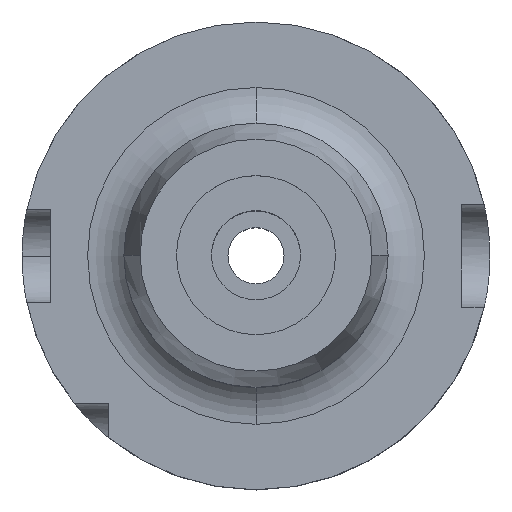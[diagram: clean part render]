
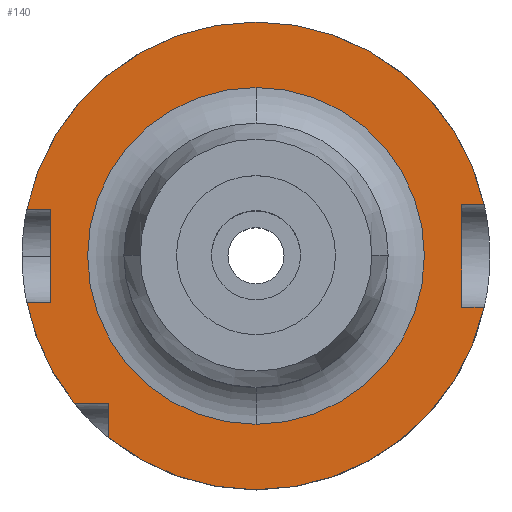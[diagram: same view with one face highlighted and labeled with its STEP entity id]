
A CAD part, top view. The second image highlights one B-rep face of the part: STEP entity #140.
In plain terms, the highlighted planar face has unit normal (0, 0, 1).
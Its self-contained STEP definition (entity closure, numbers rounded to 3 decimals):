
#10 = DIRECTION ( 'NONE',  ( 0., -1., 0. ) ) ;
#71 = ORIENTED_EDGE ( 'NONE', *, *, #2962, .F. ) ;
#111 = CARTESIAN_POINT ( 'NONE',  ( -44., 10., 29. ) ) ;
#126 = CARTESIAN_POINT ( 'NONE',  ( 0., 0., 29. ) ) ;
#140 = ADVANCED_FACE ( 'NONE', ( #2649, #478 ), #444, .T. ) ;
#157 = EDGE_CURVE ( 'NONE', #3399, #260, #1914, .T. ) ;
#158 = CARTESIAN_POINT ( 'NONE',  ( -31.5, -31.5, 29. ) ) ;
#166 = ORIENTED_EDGE ( 'NONE', *, *, #2946, .F. ) ;
#197 = VECTOR ( 'NONE', #2808, 1000. ) ;
#226 = VERTEX_POINT ( 'NONE', #697 ) ;
#260 = VERTEX_POINT ( 'NONE', #1269 ) ;
#318 = CARTESIAN_POINT ( 'NONE',  ( 44., -11., 29. ) ) ;
#329 = VERTEX_POINT ( 'NONE', #1997 ) ;
#343 = EDGE_CURVE ( 'NONE', #1234, #1114, #2860, .T. ) ;
#346 = EDGE_LOOP ( 'NONE', ( #768, #2146 ) ) ;
#357 = CARTESIAN_POINT ( 'NONE',  ( -44., -10., 29. ) ) ;
#388 = DIRECTION ( 'NONE',  ( 0., 0., -1. ) ) ;
#404 = EDGE_CURVE ( 'NONE', #1234, #1839, #519, .T. ) ;
#407 = AXIS2_PLACEMENT_3D ( 'NONE', #2012, #388, #2289 ) ;
#417 = DIRECTION ( 'NONE',  ( 0., -1., 0. ) ) ;
#422 = DIRECTION ( 'NONE',  ( 0., 0., -1. ) ) ;
#444 = PLANE ( 'NONE',  #2473 ) ;
#478 = FACE_OUTER_BOUND ( 'NONE', #1285, .T. ) ;
#490 = CIRCLE ( 'NONE', #721, 36. ) ;
#500 = ORIENTED_EDGE ( 'NONE', *, *, #2821, .T. ) ;
#519 = LINE ( 'NONE', #357, #1142 ) ;
#543 = LINE ( 'NONE', #3013, #1985 ) ;
#552 = CARTESIAN_POINT ( 'NONE',  ( 0., -10., 29. ) ) ;
#556 = DIRECTION ( 'NONE',  ( 1., 0., 0. ) ) ;
#567 = DIRECTION ( 'NONE',  ( 0., -1., 0. ) ) ;
#568 = EDGE_CURVE ( 'NONE', #578, #1515, #1838, .T. ) ;
#578 = VERTEX_POINT ( 'NONE', #2740 ) ;
#615 = AXIS2_PLACEMENT_3D ( 'NONE', #1497, #3393, #1771 ) ;
#645 = AXIS2_PLACEMENT_3D ( 'NONE', #2047, #422, #2319 ) ;
#671 = EDGE_CURVE ( 'NONE', #578, #2499, #2309, .T. ) ;
#697 = CARTESIAN_POINT ( 'NONE',  ( 44., 11., 29. ) ) ;
#721 = AXIS2_PLACEMENT_3D ( 'NONE', #126, #2042, #417 ) ;
#768 = ORIENTED_EDGE ( 'NONE', *, *, #3152, .T. ) ;
#778 = LINE ( 'NONE', #3208, #2869 ) ;
#887 = CARTESIAN_POINT ( 'NONE',  ( 0., -31.5, 29. ) ) ;
#913 = CIRCLE ( 'NONE', #407, 36. ) ;
#931 = ORIENTED_EDGE ( 'NONE', *, *, #157, .F. ) ;
#998 = EDGE_CURVE ( 'NONE', #1114, #3399, #3052, .T. ) ;
#1063 = ORIENTED_EDGE ( 'NONE', *, *, #3085, .F. ) ;
#1114 = VERTEX_POINT ( 'NONE', #3194 ) ;
#1142 = VECTOR ( 'NONE', #2262, 1000. ) ;
#1149 = DIRECTION ( 'NONE',  ( 0., 0., -1. ) ) ;
#1168 = VECTOR ( 'NONE', #567, 1000. ) ;
#1203 = CARTESIAN_POINT ( 'NONE',  ( 0., 50., 29. ) ) ;
#1210 = VERTEX_POINT ( 'NONE', #1469 ) ;
#1234 = VERTEX_POINT ( 'NONE', #111 ) ;
#1269 = CARTESIAN_POINT ( 'NONE',  ( 48.775, 11., 29. ) ) ;
#1285 = EDGE_LOOP ( 'NONE', ( #1063, #166, #2977, #2121, #71, #500, #931, #2201, #2723, #2448, #3113, #1396 ) ) ;
#1299 = VERTEX_POINT ( 'NONE', #158 ) ;
#1368 = DIRECTION ( 'NONE',  ( 0., 0., -1. ) ) ;
#1396 = ORIENTED_EDGE ( 'NONE', *, *, #3423, .F. ) ;
#1469 = CARTESIAN_POINT ( 'NONE',  ( -38.83, -31.5, 29. ) ) ;
#1495 = VECTOR ( 'NONE', #1558, 1000. ) ;
#1497 = CARTESIAN_POINT ( 'NONE',  ( 0., 0., 29. ) ) ;
#1515 = VERTEX_POINT ( 'NONE', #2141 ) ;
#1558 = DIRECTION ( 'NONE',  ( -1., 0., 0. ) ) ;
#1573 = DIRECTION ( 'NONE',  ( 1., 0., 0. ) ) ;
#1642 = LINE ( 'NONE', #887, #197 ) ;
#1771 = DIRECTION ( 'NONE',  ( 0., 1., 0. ) ) ;
#1832 = EDGE_CURVE ( 'NONE', #2321, #1839, #3389, .T. ) ;
#1838 = CIRCLE ( 'NONE', #2158, 50. ) ;
#1839 = VERTEX_POINT ( 'NONE', #1907 ) ;
#1854 = CARTESIAN_POINT ( 'NONE',  ( 0., 26., 29. ) ) ;
#1899 = DIRECTION ( 'NONE',  ( 0., 0., 1. ) ) ;
#1907 = CARTESIAN_POINT ( 'NONE',  ( -44., -10., 29. ) ) ;
#1914 = CIRCLE ( 'NONE', #2288, 50. ) ;
#1917 = CARTESIAN_POINT ( 'NONE',  ( 44., -11., 29. ) ) ;
#1985 = VECTOR ( 'NONE', #3526, 1000. ) ;
#1997 = CARTESIAN_POINT ( 'NONE',  ( 0., 36., 29. ) ) ;
#2012 = CARTESIAN_POINT ( 'NONE',  ( 0., 0., 29. ) ) ;
#2042 = DIRECTION ( 'NONE',  ( 0., 0., -1. ) ) ;
#2044 = VECTOR ( 'NONE', #2824, 1000. ) ;
#2047 = CARTESIAN_POINT ( 'NONE',  ( 0., 0., 29. ) ) ;
#2112 = CARTESIAN_POINT ( 'NONE',  ( 0., -11., 29. ) ) ;
#2121 = ORIENTED_EDGE ( 'NONE', *, *, #671, .T. ) ;
#2141 = CARTESIAN_POINT ( 'NONE',  ( -31.5, -38.83, 29. ) ) ;
#2146 = ORIENTED_EDGE ( 'NONE', *, *, #2640, .T. ) ;
#2156 = CIRCLE ( 'NONE', #615, 50. ) ;
#2158 = AXIS2_PLACEMENT_3D ( 'NONE', #3018, #1368, #3275 ) ;
#2201 = ORIENTED_EDGE ( 'NONE', *, *, #998, .F. ) ;
#2262 = DIRECTION ( 'NONE',  ( 0., -1., 0. ) ) ;
#2288 = AXIS2_PLACEMENT_3D ( 'NONE', #2795, #1149, #3063 ) ;
#2289 = DIRECTION ( 'NONE',  ( 0., -1., 0. ) ) ;
#2309 = LINE ( 'NONE', #2112, #1495 ) ;
#2319 = DIRECTION ( 'NONE',  ( 0., 1., 0. ) ) ;
#2321 = VERTEX_POINT ( 'NONE', #2425 ) ;
#2425 = CARTESIAN_POINT ( 'NONE',  ( -48.99, -10., 29. ) ) ;
#2448 = ORIENTED_EDGE ( 'NONE', *, *, #404, .T. ) ;
#2473 = AXIS2_PLACEMENT_3D ( 'NONE', #1854, #1899, #10 ) ;
#2499 = VERTEX_POINT ( 'NONE', #318 ) ;
#2640 = EDGE_CURVE ( 'NONE', #329, #3490, #490, .T. ) ;
#2649 = FACE_BOUND ( 'NONE', #346, .T. ) ;
#2723 = ORIENTED_EDGE ( 'NONE', *, *, #343, .F. ) ;
#2740 = CARTESIAN_POINT ( 'NONE',  ( 48.775, -11., 29. ) ) ;
#2795 = CARTESIAN_POINT ( 'NONE',  ( 0., 0., 29. ) ) ;
#2808 = DIRECTION ( 'NONE',  ( -1., 0., 0. ) ) ;
#2821 = EDGE_CURVE ( 'NONE', #226, #260, #778, .T. ) ;
#2824 = DIRECTION ( 'NONE',  ( -1., 0., 0. ) ) ;
#2860 = LINE ( 'NONE', #3094, #2044 ) ;
#2869 = VECTOR ( 'NONE', #1573, 1000. ) ;
#2946 = EDGE_CURVE ( 'NONE', #1515, #1299, #543, .T. ) ;
#2962 = EDGE_CURVE ( 'NONE', #226, #2499, #3417, .T. ) ;
#2977 = ORIENTED_EDGE ( 'NONE', *, *, #568, .F. ) ;
#3013 = CARTESIAN_POINT ( 'NONE',  ( -31.5, 26., 29. ) ) ;
#3018 = CARTESIAN_POINT ( 'NONE',  ( 0., 0., 29. ) ) ;
#3052 = CIRCLE ( 'NONE', #645, 50. ) ;
#3063 = DIRECTION ( 'NONE',  ( 0., 1., 0. ) ) ;
#3085 = EDGE_CURVE ( 'NONE', #1299, #1210, #1642, .T. ) ;
#3094 = CARTESIAN_POINT ( 'NONE',  ( 0., 10., 29. ) ) ;
#3113 = ORIENTED_EDGE ( 'NONE', *, *, #1832, .F. ) ;
#3152 = EDGE_CURVE ( 'NONE', #3490, #329, #913, .T. ) ;
#3194 = CARTESIAN_POINT ( 'NONE',  ( -48.99, 10., 29. ) ) ;
#3208 = CARTESIAN_POINT ( 'NONE',  ( 0., 11., 29. ) ) ;
#3275 = DIRECTION ( 'NONE',  ( 0., 1., 0. ) ) ;
#3389 = LINE ( 'NONE', #552, #3470 ) ;
#3393 = DIRECTION ( 'NONE',  ( 0., 0., -1. ) ) ;
#3399 = VERTEX_POINT ( 'NONE', #1203 ) ;
#3413 = CARTESIAN_POINT ( 'NONE',  ( 0., -36., 29. ) ) ;
#3417 = LINE ( 'NONE', #1917, #1168 ) ;
#3423 = EDGE_CURVE ( 'NONE', #1210, #2321, #2156, .T. ) ;
#3470 = VECTOR ( 'NONE', #556, 1000. ) ;
#3490 = VERTEX_POINT ( 'NONE', #3413 ) ;
#3526 = DIRECTION ( 'NONE',  ( 0., 1., 0. ) ) ;
